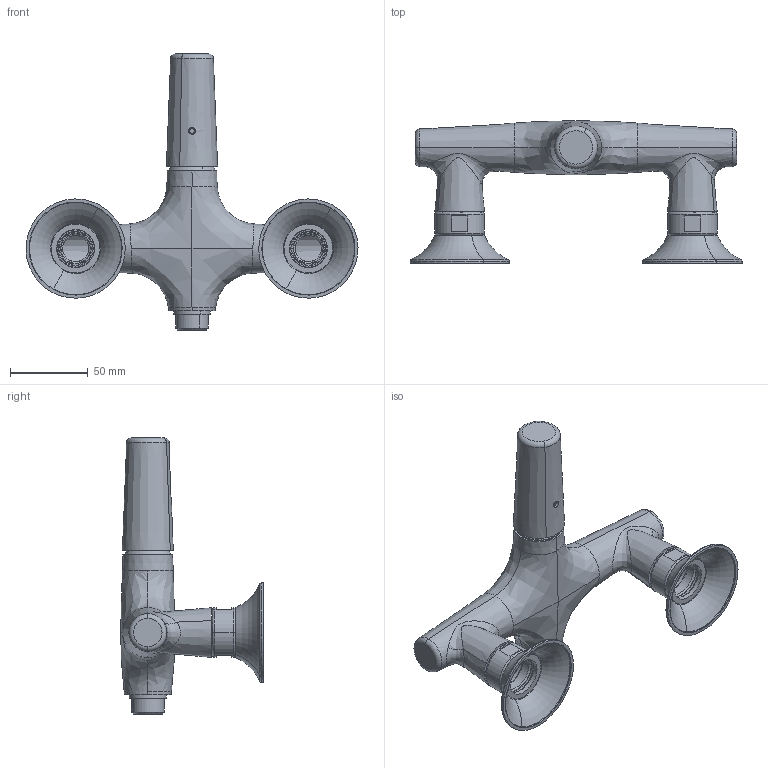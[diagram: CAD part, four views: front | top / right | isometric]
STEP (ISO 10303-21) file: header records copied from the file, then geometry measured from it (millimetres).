
FILE_DESCRIPTION(('CATIA V5 STEP Exchange'),'2;1');
FILE_NAME('VI 00044 4 MonoDoccia.stp','2018-11-19T08:43:28+00:00',('none'),('none'),'Version 5-6 Release 2013','CATIA V5 STEP AP203','none');
FILE_SCHEMA(('CONFIG_CONTROL_DESIGN'));
Length unit declared in the file: millimetre
Products named in the file (1): VI 00044 4
Bounding box: 213.98 x 92 x 177.9 mm (x, y, z)
Volume: 150344.2 mm3; surface area: 104019.7 mm2
Topology: 4 solids, 5 shells, 689 faces, 1619 edges, 958 vertices
Faces by surface type: cylinder 163, bspline 143, torus 129, plane 128, cone 86, sphere 28, revolution 8, extrusion 4
Entity records: 73662 total; most frequent: CARTESIAN_POINT 60314, ORIENTED_EDGE 3206, DIRECTION 1794, EDGE_CURVE 1603, AXIS2_PLACEMENT_3D 1017, VERTEX_POINT 958, EDGE_LOOP 739, ADVANCED_FACE 689
